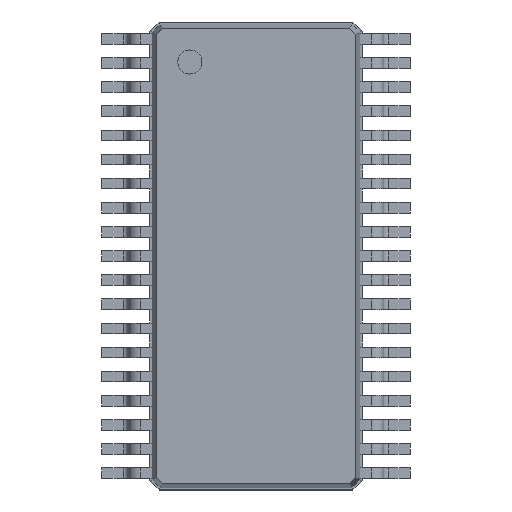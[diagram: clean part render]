
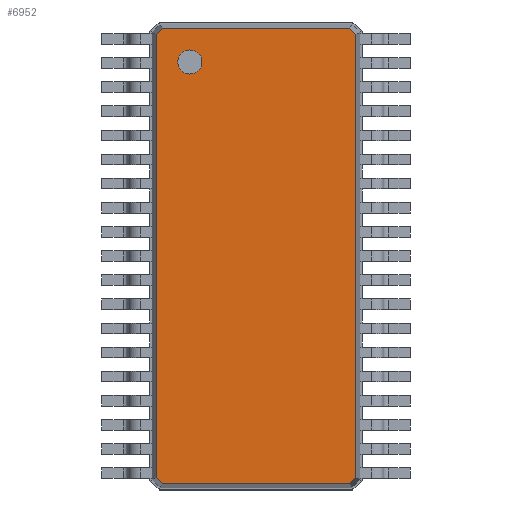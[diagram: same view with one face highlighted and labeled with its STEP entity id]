
A CAD part, top view. The second image highlights one B-rep face of the part: STEP entity #6952.
In plain terms, the highlighted planar face has unit normal (0, 0, 1).
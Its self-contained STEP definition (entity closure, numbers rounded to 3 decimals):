
#2394 = VERTEX_POINT('',#2395);
#2395 = CARTESIAN_POINT('',(2.07,-4.595,1.));
#2400 = EDGE_CURVE('',#2401,#2394,#2403,.T.);
#2401 = VERTEX_POINT('',#2402);
#2402 = CARTESIAN_POINT('',(2.07,4.595,1.));
#2403 = LINE('',#2404,#2405);
#2404 = CARTESIAN_POINT('',(2.07,4.595,1.));
#2405 = VECTOR('',#2406,1.);
#2406 = DIRECTION('',(0.,-1.,0.));
#6935 = EDGE_CURVE('',#6936,#2401,#6938,.T.);
#6936 = VERTEX_POINT('',#6937);
#6937 = CARTESIAN_POINT('',(1.945,4.72,1.));
#6938 = LINE('',#6939,#6940);
#6939 = CARTESIAN_POINT('',(1.945,4.72,1.));
#6940 = VECTOR('',#6941,1.);
#6941 = DIRECTION('',(0.707,-0.707,0.));
#6952 = ADVANCED_FACE('',(#6953,#7003),#7014,.F.);
#6953 = FACE_BOUND('',#6954,.F.);
#6954 = EDGE_LOOP('',(#6955,#6963,#6964,#6965,#6973,#6981,#6989,#6997));
#6955 = ORIENTED_EDGE('',*,*,#6956,.T.);
#6956 = EDGE_CURVE('',#6957,#6936,#6959,.T.);
#6957 = VERTEX_POINT('',#6958);
#6958 = CARTESIAN_POINT('',(-1.945,4.72,1.));
#6959 = LINE('',#6960,#6961);
#6960 = CARTESIAN_POINT('',(-1.945,4.72,1.));
#6961 = VECTOR('',#6962,1.);
#6962 = DIRECTION('',(1.,0.,0.));
#6963 = ORIENTED_EDGE('',*,*,#6935,.T.);
#6964 = ORIENTED_EDGE('',*,*,#2400,.T.);
#6965 = ORIENTED_EDGE('',*,*,#6966,.T.);
#6966 = EDGE_CURVE('',#2394,#6967,#6969,.T.);
#6967 = VERTEX_POINT('',#6968);
#6968 = CARTESIAN_POINT('',(1.945,-4.72,1.));
#6969 = LINE('',#6970,#6971);
#6970 = CARTESIAN_POINT('',(2.07,-4.595,1.));
#6971 = VECTOR('',#6972,1.);
#6972 = DIRECTION('',(-0.707,-0.707,0.));
#6973 = ORIENTED_EDGE('',*,*,#6974,.T.);
#6974 = EDGE_CURVE('',#6967,#6975,#6977,.T.);
#6975 = VERTEX_POINT('',#6976);
#6976 = CARTESIAN_POINT('',(-1.945,-4.72,1.));
#6977 = LINE('',#6978,#6979);
#6978 = CARTESIAN_POINT('',(1.945,-4.72,1.));
#6979 = VECTOR('',#6980,1.);
#6980 = DIRECTION('',(-1.,0.,0.));
#6981 = ORIENTED_EDGE('',*,*,#6982,.T.);
#6982 = EDGE_CURVE('',#6975,#6983,#6985,.T.);
#6983 = VERTEX_POINT('',#6984);
#6984 = CARTESIAN_POINT('',(-2.07,-4.595,1.));
#6985 = LINE('',#6986,#6987);
#6986 = CARTESIAN_POINT('',(-1.945,-4.72,1.));
#6987 = VECTOR('',#6988,1.);
#6988 = DIRECTION('',(-0.707,0.707,0.));
#6989 = ORIENTED_EDGE('',*,*,#6990,.T.);
#6990 = EDGE_CURVE('',#6983,#6991,#6993,.T.);
#6991 = VERTEX_POINT('',#6992);
#6992 = CARTESIAN_POINT('',(-2.07,4.595,1.));
#6993 = LINE('',#6994,#6995);
#6994 = CARTESIAN_POINT('',(-2.07,-4.595,1.));
#6995 = VECTOR('',#6996,1.);
#6996 = DIRECTION('',(0.,1.,0.));
#6997 = ORIENTED_EDGE('',*,*,#6998,.T.);
#6998 = EDGE_CURVE('',#6991,#6957,#6999,.T.);
#6999 = LINE('',#7000,#7001);
#7000 = CARTESIAN_POINT('',(-2.07,4.595,1.));
#7001 = VECTOR('',#7002,1.);
#7002 = DIRECTION('',(0.707,0.707,0.));
#7003 = FACE_BOUND('',#7004,.F.);
#7004 = EDGE_LOOP('',(#7005));
#7005 = ORIENTED_EDGE('',*,*,#7006,.T.);
#7006 = EDGE_CURVE('',#7007,#7007,#7009,.T.);
#7007 = VERTEX_POINT('',#7008);
#7008 = CARTESIAN_POINT('',(-1.37,3.77,1.));
#7009 = CIRCLE('',#7010,0.25);
#7010 = AXIS2_PLACEMENT_3D('',#7011,#7012,#7013);
#7011 = CARTESIAN_POINT('',(-1.37,4.02,1.));
#7012 = DIRECTION('',(0.,0.,1.));
#7013 = DIRECTION('',(0.,-1.,0.));
#7014 = PLANE('',#7015);
#7015 = AXIS2_PLACEMENT_3D('',#7016,#7017,#7018);
#7016 = CARTESIAN_POINT('',(-1.945,4.72,1.));
#7017 = DIRECTION('',(0.,0.,-1.));
#7018 = DIRECTION('',(0.381,-0.925,0.));
